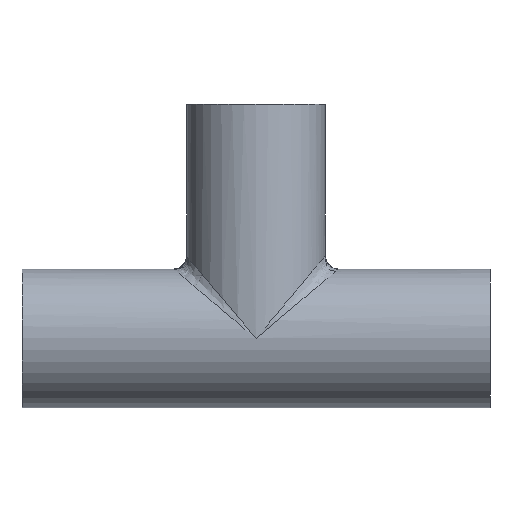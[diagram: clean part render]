
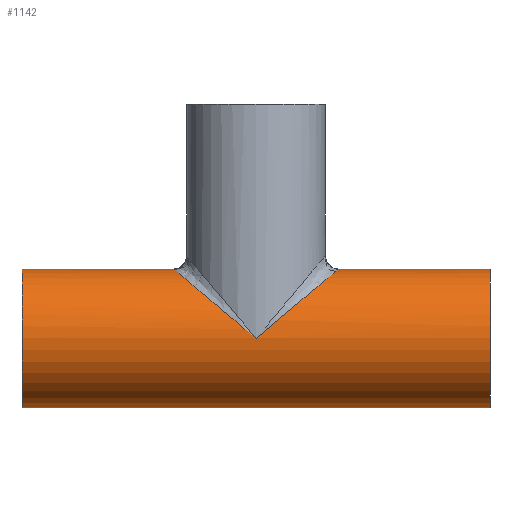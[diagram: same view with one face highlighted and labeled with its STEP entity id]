
A CAD part, front view. The second image highlights one B-rep face of the part: STEP entity #1142.
In plain terms, the highlighted cylindrical face has radius 10.65 mm (diameter 21.3 mm), a full revolution.
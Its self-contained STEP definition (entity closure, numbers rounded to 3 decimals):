
#848=CARTESIAN_POINT('',(0.0,10.65,0.0));
#849=VERTEX_POINT('',#848);
#850=CARTESIAN_POINT('',(0.0,-10.65,0.0));
#851=VERTEX_POINT('',#850);
#852=CARTESIAN_POINT('',(0.0,0.0,0.0));
#853=DIRECTION('',(0.644,0.0,0.765));
#854=DIRECTION('',(-0.765,0.0,0.644));
#855=AXIS2_PLACEMENT_3D('',#852,#853,#854);
#856=ELLIPSE('',#855,16.536,10.65);
#857=EDGE_CURVE('',#849,#851,#856,.T.);
#1040=CARTESIAN_POINT('',(0.0,0.0,0.0));
#1041=DIRECTION('',(-0.644,0.0,0.765));
#1042=DIRECTION('',(0.765,0.0,0.644));
#1043=AXIS2_PLACEMENT_3D('',#1040,#1041,#1042);
#1044=ELLIPSE('',#1043,16.536,10.65);
#1045=EDGE_CURVE('',#851,#849,#1044,.T.);
#1111=CARTESIAN_POINT('',(0.0,0.0,0.0));
#1112=DIRECTION('',(-1.0,0.0,0.0));
#1113=DIRECTION('',(0.0,-1.0,0.0));
#1114=AXIS2_PLACEMENT_3D('',#1111,#1112,#1113);
#1115=CYLINDRICAL_SURFACE('',#1114,10.65);
#1116=CARTESIAN_POINT('',(-36.0,-10.65,0.0));
#1117=VERTEX_POINT('',#1116);
#1118=CARTESIAN_POINT('',(-36.0,0.0,0.0));
#1119=DIRECTION('',(-1.0,0.0,0.0));
#1120=DIRECTION('',(0.0,-1.0,0.0));
#1121=AXIS2_PLACEMENT_3D('',#1118,#1119,#1120);
#1122=CIRCLE('',#1121,10.65);
#1123=EDGE_CURVE('',#1117,#1117,#1122,.T.);
#1124=ORIENTED_EDGE('',*,*,#1123,.F.);
#1125=EDGE_LOOP('',(#1124));
#1126=FACE_OUTER_BOUND('',#1125,.T.);
#1127=ORIENTED_EDGE('',*,*,#857,.F.);
#1128=ORIENTED_EDGE('',*,*,#1045,.F.);
#1129=EDGE_LOOP('',(#1127,#1128));
#1130=FACE_BOUND('',#1129,.T.);
#1131=CARTESIAN_POINT('',(36.0,-10.65,0.0));
#1132=VERTEX_POINT('',#1131);
#1133=CARTESIAN_POINT('',(36.0,0.0,0.0));
#1134=DIRECTION('',(-1.0,0.0,0.0));
#1135=DIRECTION('',(0.0,-1.0,0.0));
#1136=AXIS2_PLACEMENT_3D('',#1133,#1134,#1135);
#1137=CIRCLE('',#1136,10.65);
#1138=EDGE_CURVE('',#1132,#1132,#1137,.T.);
#1139=ORIENTED_EDGE('',*,*,#1138,.T.);
#1140=EDGE_LOOP('',(#1139));
#1141=FACE_BOUND('',#1140,.T.);
#1142=ADVANCED_FACE('',(#1126,#1130,#1141),#1115,.T.);
